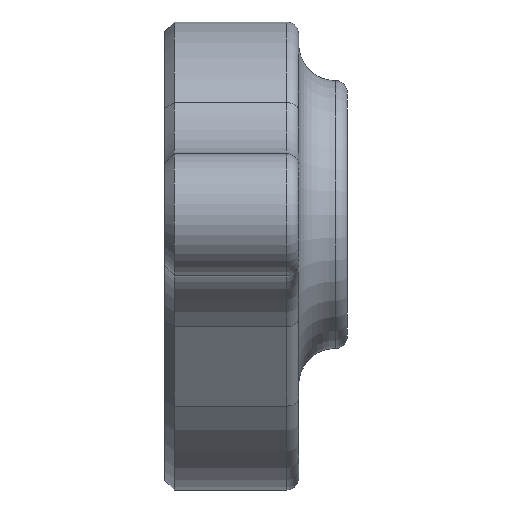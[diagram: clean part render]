
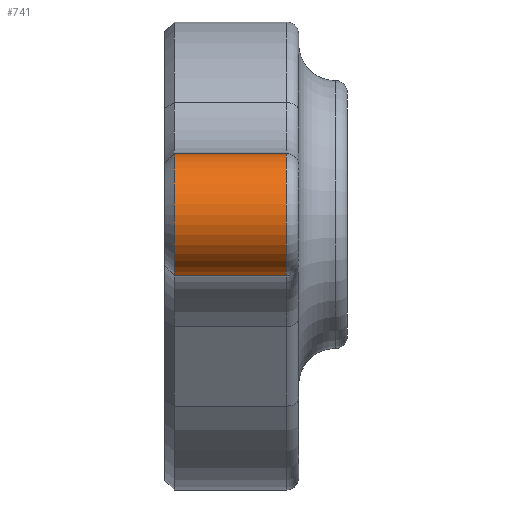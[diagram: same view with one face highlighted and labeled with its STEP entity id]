
A CAD part, left-side view. The second image highlights one B-rep face of the part: STEP entity #741.
In plain terms, the highlighted cylindrical face has radius 2.5 mm (diameter 5 mm), a partial arc.
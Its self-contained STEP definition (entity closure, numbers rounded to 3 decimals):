
#61 = AXIS2_PLACEMENT_3D ( 'NONE', #1720, #1767, #395 ) ;
#100 = ORIENTED_EDGE ( 'NONE', *, *, #462, .T. ) ;
#113 = ORIENTED_EDGE ( 'NONE', *, *, #705, .T. ) ;
#140 = CARTESIAN_POINT ( 'NONE',  ( -35.4, 6.106, 0. ) ) ;
#236 = EDGE_LOOP ( 'NONE', ( #1274, #113, #100, #1661 ) ) ;
#395 = DIRECTION ( 'NONE',  ( 0., -1., 0. ) ) ;
#428 = DIRECTION ( 'NONE',  ( 0., -1., 0. ) ) ;
#462 = EDGE_CURVE ( 'NONE', #1499, #809, #973, .T. ) ;
#485 = LINE ( 'NONE', #1079, #1585 ) ;
#616 = EDGE_CURVE ( 'NONE', #986, #1595, #485, .T. ) ;
#705 = EDGE_CURVE ( 'NONE', #986, #1499, #1936, .T. ) ;
#741 = ADVANCED_FACE ( 'NONE', ( #1900 ), #1438, .T. ) ;
#809 = VERTEX_POINT ( 'NONE', #1306 ) ;
#898 = CARTESIAN_POINT ( 'NONE',  ( -35.4, 8.606, 5. ) ) ;
#973 = LINE ( 'NONE', #1779, #1547 ) ;
#986 = VERTEX_POINT ( 'NONE', #1695 ) ;
#1032 = CARTESIAN_POINT ( 'NONE',  ( -35.4, 6.106, 5. ) ) ;
#1079 = CARTESIAN_POINT ( 'NONE',  ( -35.4, 8.606, 0. ) ) ;
#1130 = DIRECTION ( 'NONE',  ( 0., 0., 1. ) ) ;
#1180 = DIRECTION ( 'NONE',  ( 0., -1., 0. ) ) ;
#1274 = ORIENTED_EDGE ( 'NONE', *, *, #616, .F. ) ;
#1306 = CARTESIAN_POINT ( 'NONE',  ( -35.4, 3.606, 5. ) ) ;
#1327 = DIRECTION ( 'NONE',  ( 0., 0., 1. ) ) ;
#1438 = CYLINDRICAL_SURFACE ( 'NONE', #1549, 2.5 ) ;
#1499 = VERTEX_POINT ( 'NONE', #1924 ) ;
#1518 = CIRCLE ( 'NONE', #1761, 2.5 ) ;
#1547 = VECTOR ( 'NONE', #1327, 1000. ) ;
#1549 = AXIS2_PLACEMENT_3D ( 'NONE', #140, #1947, #1180 ) ;
#1585 = VECTOR ( 'NONE', #1130, 1000. ) ;
#1595 = VERTEX_POINT ( 'NONE', #898 ) ;
#1607 = EDGE_CURVE ( 'NONE', #809, #1595, #1518, .T. ) ;
#1656 = DIRECTION ( 'NONE',  ( 0., 0., -1. ) ) ;
#1661 = ORIENTED_EDGE ( 'NONE', *, *, #1607, .T. ) ;
#1695 = CARTESIAN_POINT ( 'NONE',  ( -35.4, 8.606, 0.4 ) ) ;
#1720 = CARTESIAN_POINT ( 'NONE',  ( -35.4, 6.106, 0.4 ) ) ;
#1761 = AXIS2_PLACEMENT_3D ( 'NONE', #1032, #1656, #428 ) ;
#1767 = DIRECTION ( 'NONE',  ( 0., 0., 1. ) ) ;
#1779 = CARTESIAN_POINT ( 'NONE',  ( -35.4, 3.606, 0. ) ) ;
#1900 = FACE_OUTER_BOUND ( 'NONE', #236, .T. ) ;
#1924 = CARTESIAN_POINT ( 'NONE',  ( -35.4, 3.606, 0.4 ) ) ;
#1936 = CIRCLE ( 'NONE', #61, 2.5 ) ;
#1947 = DIRECTION ( 'NONE',  ( 0., 0., 1. ) ) ;
